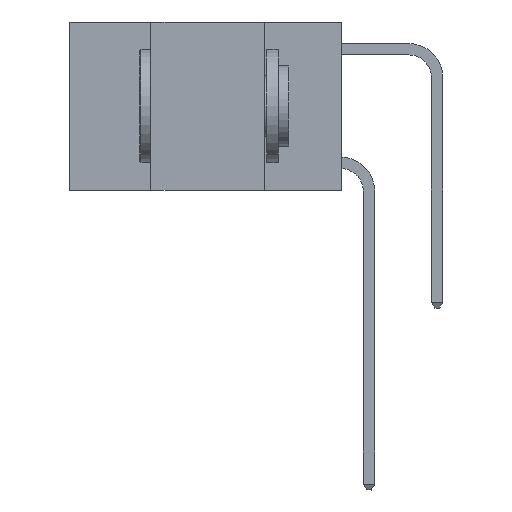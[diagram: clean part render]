
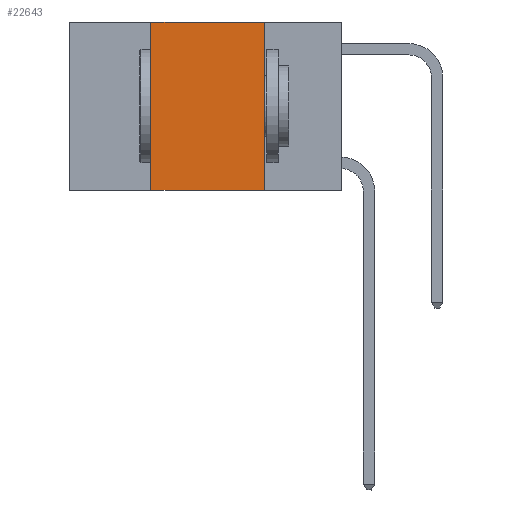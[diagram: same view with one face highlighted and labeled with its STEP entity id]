
A CAD part, left-side view. The second image highlights one B-rep face of the part: STEP entity #22643.
In plain terms, the highlighted planar face has unit normal (-1, 0, 0).
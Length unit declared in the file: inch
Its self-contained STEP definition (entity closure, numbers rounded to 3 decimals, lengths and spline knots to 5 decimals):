
#166 = LINE ( 'NONE', #21710, #9645 ) ;
#1065 = VERTEX_POINT ( 'NONE', #20018 ) ;
#1452 = EDGE_CURVE ( 'NONE', #7568, #18314, #30968, .T. ) ;
#3991 = ORIENTED_EDGE ( 'NONE', *, *, #1452, .F. ) ;
#4467 = LINE ( 'NONE', #14973, #19858 ) ;
#7309 = DIRECTION ( 'NONE',  ( 0., 0., -1. ) ) ;
#7568 = VERTEX_POINT ( 'NONE', #29167 ) ;
#9645 = VECTOR ( 'NONE', #32243, 39.37008 ) ;
#10252 = FACE_OUTER_BOUND ( 'NONE', #33126, .T. ) ;
#11358 = ORIENTED_EDGE ( 'NONE', *, *, #30838, .F. ) ;
#12340 = CARTESIAN_POINT ( 'NONE',  ( 0., 0.42, 0. ) ) ;
#12679 = EDGE_CURVE ( 'NONE', #1065, #18314, #166, .T. ) ;
#12831 = CARTESIAN_POINT ( 'NONE',  ( 0., 0.17, 0. ) ) ;
#14726 = CARTESIAN_POINT ( 'NONE',  ( 0., 0.17, -0.37 ) ) ;
#14973 = CARTESIAN_POINT ( 'NONE',  ( 0., 0.42, 0. ) ) ;
#15255 = CARTESIAN_POINT ( 'NONE',  ( 0., 0.6, 0. ) ) ;
#17523 = PLANE ( 'NONE',  #33042 ) ;
#18314 = VERTEX_POINT ( 'NONE', #14726 ) ;
#18536 = ORIENTED_EDGE ( 'NONE', *, *, #12679, .T. ) ;
#19858 = VECTOR ( 'NONE', #26363, 39.37008 ) ;
#20018 = CARTESIAN_POINT ( 'NONE',  ( 0., 0.42, -0.37 ) ) ;
#20072 = ORIENTED_EDGE ( 'NONE', *, *, #33465, .F. ) ;
#21710 = CARTESIAN_POINT ( 'NONE',  ( 0., 0.6, -0.37 ) ) ;
#22643 = ADVANCED_FACE ( 'NONE', ( #10252 ), #17523, .F. ) ;
#24385 = CARTESIAN_POINT ( 'NONE',  ( 0., 0.6, 0. ) ) ;
#26363 = DIRECTION ( 'NONE',  ( 0., 0., 1. ) ) ;
#26961 = LINE ( 'NONE', #24385, #28911 ) ;
#27682 = VECTOR ( 'NONE', #7309, 39.37008 ) ;
#28215 = DIRECTION ( 'NONE',  ( 0., 0., -1. ) ) ;
#28911 = VECTOR ( 'NONE', #32314, 39.37008 ) ;
#29167 = CARTESIAN_POINT ( 'NONE',  ( 0., 0.17, 0. ) ) ;
#30838 = EDGE_CURVE ( 'NONE', #32057, #7568, #26961, .T. ) ;
#30968 = LINE ( 'NONE', #12831, #27682 ) ;
#32057 = VERTEX_POINT ( 'NONE', #12340 ) ;
#32243 = DIRECTION ( 'NONE',  ( 0., -1., 0. ) ) ;
#32314 = DIRECTION ( 'NONE',  ( 0., -1., 0. ) ) ;
#33042 = AXIS2_PLACEMENT_3D ( 'NONE', #15255, #33741, #28215 ) ;
#33126 = EDGE_LOOP ( 'NONE', ( #3991, #11358, #20072, #18536 ) ) ;
#33465 = EDGE_CURVE ( 'NONE', #1065, #32057, #4467, .T. ) ;
#33741 = DIRECTION ( 'NONE',  ( 1., 0., 0. ) ) ;
